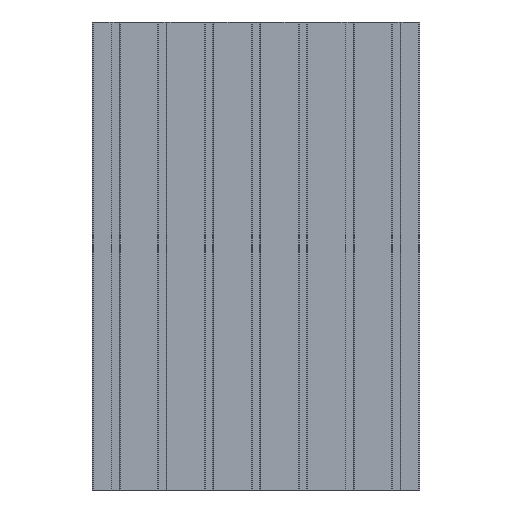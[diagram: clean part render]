
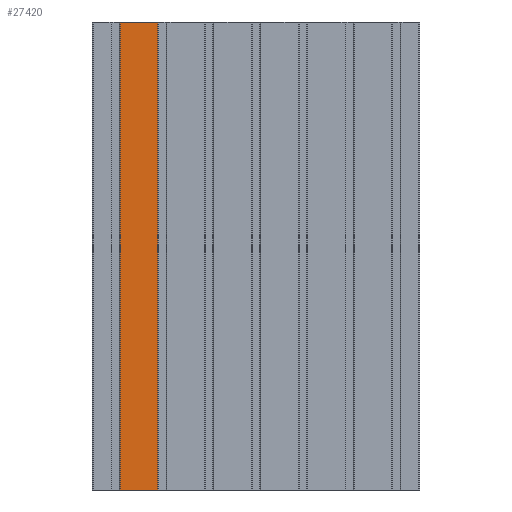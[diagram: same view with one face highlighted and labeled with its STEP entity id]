
A CAD part, front view. The second image highlights one B-rep face of the part: STEP entity #27420.
In plain terms, the highlighted planar face has unit normal (0, -1, 0).
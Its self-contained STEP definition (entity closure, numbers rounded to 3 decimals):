
#1486 = LINE ( 'NONE', #14354, #50860 ) ;
#1718 = EDGE_CURVE ( 'NONE', #10173, #21956, #52899, .T. ) ;
#4267 = AXIS2_PLACEMENT_3D ( 'NONE', #12712, #47372, #52111 ) ;
#5797 = CARTESIAN_POINT ( 'NONE',  ( -145.15, -20., 500. ) ) ;
#10173 = VERTEX_POINT ( 'NONE', #15477 ) ;
#12712 = CARTESIAN_POINT ( 'NONE',  ( -145.15, -20., 500. ) ) ;
#14027 = DIRECTION ( 'NONE',  ( 1., 0., 0. ) ) ;
#14354 = CARTESIAN_POINT ( 'NONE',  ( -104.85, -20., 500. ) ) ;
#15477 = CARTESIAN_POINT ( 'NONE',  ( -145.15, -20., 0. ) ) ;
#17104 = DIRECTION ( 'NONE',  ( 0., 0., -1. ) ) ;
#17708 = VERTEX_POINT ( 'NONE', #47723 ) ;
#19061 = LINE ( 'NONE', #41131, #48326 ) ;
#20448 = ORIENTED_EDGE ( 'NONE', *, *, #1718, .T. ) ;
#21217 = EDGE_LOOP ( 'NONE', ( #20448, #50328, #50597, #27793 ) ) ;
#21956 = VERTEX_POINT ( 'NONE', #24621 ) ;
#24621 = CARTESIAN_POINT ( 'NONE',  ( -104.85, -20., 0. ) ) ;
#26657 = PLANE ( 'NONE',  #4267 ) ;
#27420 = ADVANCED_FACE ( 'NONE', ( #43728 ), #26657, .F. ) ;
#27793 = ORIENTED_EDGE ( 'NONE', *, *, #47741, .T. ) ;
#29054 = EDGE_CURVE ( 'NONE', #17708, #21956, #1486, .T. ) ;
#30571 = VECTOR ( 'NONE', #14027, 1000. ) ;
#31665 = DIRECTION ( 'NONE',  ( 0., 0., -1. ) ) ;
#31915 = DIRECTION ( 'NONE',  ( 1., 0., 0. ) ) ;
#33169 = EDGE_CURVE ( 'NONE', #50107, #17708, #19061, .T. ) ;
#37536 = LINE ( 'NONE', #38345, #44918 ) ;
#38345 = CARTESIAN_POINT ( 'NONE',  ( -145.15, -20., 500. ) ) ;
#38905 = CARTESIAN_POINT ( 'NONE',  ( -145.15, -20., 0. ) ) ;
#41131 = CARTESIAN_POINT ( 'NONE',  ( -145.15, -20., 500. ) ) ;
#43728 = FACE_OUTER_BOUND ( 'NONE', #21217, .T. ) ;
#44918 = VECTOR ( 'NONE', #17104, 1000. ) ;
#47372 = DIRECTION ( 'NONE',  ( 0., 1., 0. ) ) ;
#47723 = CARTESIAN_POINT ( 'NONE',  ( -104.85, -20., 500. ) ) ;
#47741 = EDGE_CURVE ( 'NONE', #50107, #10173, #37536, .T. ) ;
#48326 = VECTOR ( 'NONE', #31915, 1000. ) ;
#50107 = VERTEX_POINT ( 'NONE', #5797 ) ;
#50328 = ORIENTED_EDGE ( 'NONE', *, *, #29054, .F. ) ;
#50597 = ORIENTED_EDGE ( 'NONE', *, *, #33169, .F. ) ;
#50860 = VECTOR ( 'NONE', #31665, 1000. ) ;
#52111 = DIRECTION ( 'NONE',  ( 0., 0., 1. ) ) ;
#52899 = LINE ( 'NONE', #38905, #30571 ) ;
